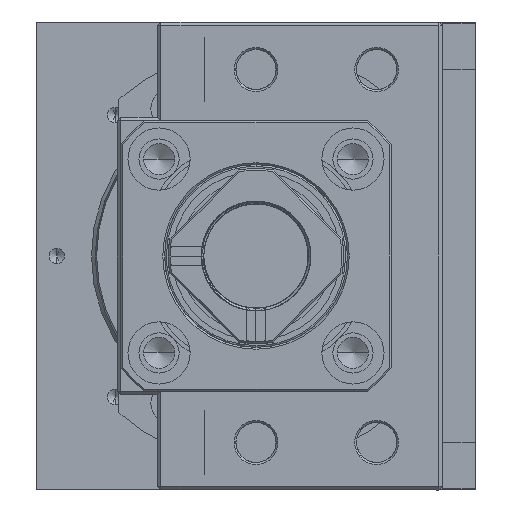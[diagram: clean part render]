
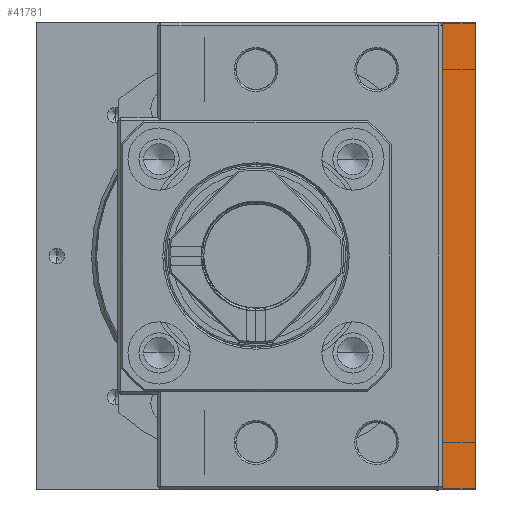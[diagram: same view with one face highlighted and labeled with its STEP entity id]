
A CAD part, left-side view. The second image highlights one B-rep face of the part: STEP entity #41781.
In plain terms, the highlighted face is planar.
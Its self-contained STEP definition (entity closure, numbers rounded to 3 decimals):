
#519 = VERTEX_POINT ( 'NONE', #17509 ) ;
#2119 = FACE_OUTER_BOUND ( 'NONE', #25585, .T. ) ;
#3494 = ORIENTED_EDGE ( 'NONE', *, *, #16214, .F. ) ;
#4649 = CARTESIAN_POINT ( 'NONE',  ( 63.5, 9., 22.5 ) ) ;
#7766 = VECTOR ( 'NONE', #33223, 1000. ) ;
#7811 = DIRECTION ( 'NONE',  ( 1., 0., 0. ) ) ;
#8426 = CARTESIAN_POINT ( 'NONE',  ( -63.5, 9., 22.5 ) ) ;
#9476 = EDGE_CURVE ( 'NONE', #18235, #37456, #14079, .T. ) ;
#14079 = LINE ( 'NONE', #43199, #30553 ) ;
#16214 = EDGE_CURVE ( 'NONE', #36855, #18235, #34248, .T. ) ;
#17104 = ORIENTED_EDGE ( 'NONE', *, *, #33874, .T. ) ;
#17463 = CARTESIAN_POINT ( 'NONE',  ( -63.5, 0., 22.5 ) ) ;
#17476 = ORIENTED_EDGE ( 'NONE', *, *, #43673, .T. ) ;
#17509 = CARTESIAN_POINT ( 'NONE',  ( -63.5, 0., 22.5 ) ) ;
#17740 = DIRECTION ( 'NONE',  ( 0., -1., 0. ) ) ;
#18235 = VERTEX_POINT ( 'NONE', #4649 ) ;
#22782 = CARTESIAN_POINT ( 'NONE',  ( -63.5, 9., 22.5 ) ) ;
#25585 = EDGE_LOOP ( 'NONE', ( #17104, #34371, #3494, #17476 ) ) ;
#27697 = VECTOR ( 'NONE', #7811, 1000. ) ;
#30225 = CARTESIAN_POINT ( 'NONE',  ( 63.5, 0., 22.5 ) ) ;
#30422 = AXIS2_PLACEMENT_3D ( 'NONE', #8426, #45964, #34843 ) ;
#30553 = VECTOR ( 'NONE', #17740, 1000. ) ;
#33223 = DIRECTION ( 'NONE',  ( 0., -1., 0. ) ) ;
#33874 = EDGE_CURVE ( 'NONE', #519, #37456, #35193, .T. ) ;
#34134 = PLANE ( 'NONE',  #30422 ) ;
#34248 = LINE ( 'NONE', #41257, #27697 ) ;
#34371 = ORIENTED_EDGE ( 'NONE', *, *, #9476, .F. ) ;
#34843 = DIRECTION ( 'NONE',  ( -1., 0., 0. ) ) ;
#35193 = LINE ( 'NONE', #17463, #42356 ) ;
#36855 = VERTEX_POINT ( 'NONE', #41463 ) ;
#37456 = VERTEX_POINT ( 'NONE', #30225 ) ;
#41257 = CARTESIAN_POINT ( 'NONE',  ( -63.5, 9., 22.5 ) ) ;
#41463 = CARTESIAN_POINT ( 'NONE',  ( -63.5, 9., 22.5 ) ) ;
#41781 = ADVANCED_FACE ( 'NONE', ( #2119 ), #34134, .F. ) ;
#42356 = VECTOR ( 'NONE', #42690, 1000. ) ;
#42690 = DIRECTION ( 'NONE',  ( 1., 0., 0. ) ) ;
#43199 = CARTESIAN_POINT ( 'NONE',  ( 63.5, 9., 22.5 ) ) ;
#43673 = EDGE_CURVE ( 'NONE', #36855, #519, #44332, .T. ) ;
#44332 = LINE ( 'NONE', #22782, #7766 ) ;
#45964 = DIRECTION ( 'NONE',  ( 0., 0., -1. ) ) ;
